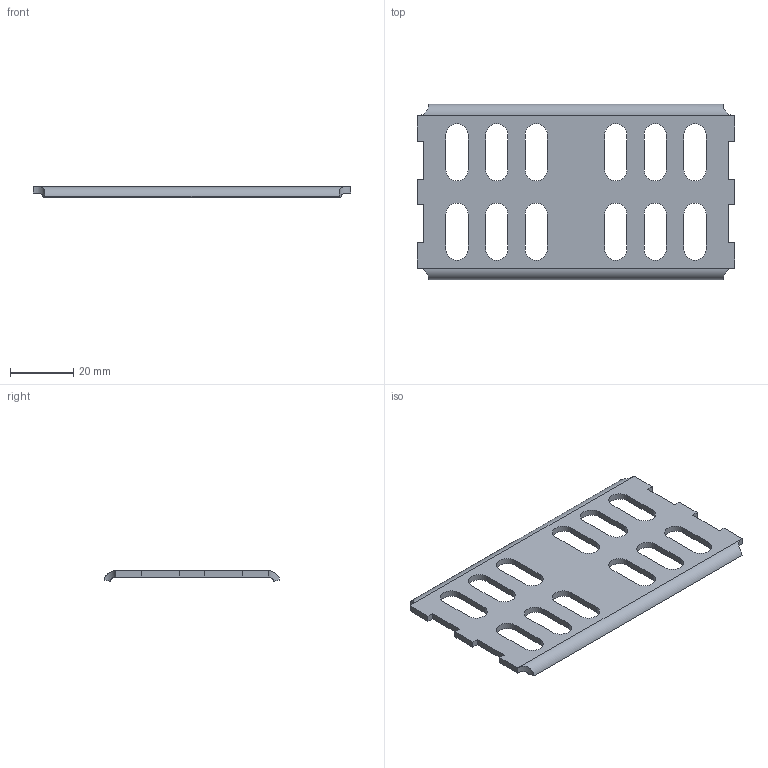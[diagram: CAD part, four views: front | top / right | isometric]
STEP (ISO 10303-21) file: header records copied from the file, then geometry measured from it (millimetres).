
FILE_DESCRIPTION (( 'STEP AP214' ), '1' );
FILE_NAME ('6067675.stp', '2024-05-02T15:45:25', ( '' ), ( '' ), 'SwSTEP 2.0', 'SolidWorks 2022', '' );
FILE_SCHEMA (( 'AUTOMOTIVE_DESIGN' ));
Length unit declared in the file: millimetre
Products named in the file (1): 6067675
Bounding box: 100 x 55.3 x 3.33 mm (x, y, z)
Volume: 8051.3 mm3; surface area: 9750 mm2
Topology: 1 solids, 1 shells, 78 faces, 228 edges, 152 vertices
Faces by surface type: plane 46, cylinder 32
Entity records: 2786 total; most frequent: CARTESIAN_POINT 603, ORIENTED_EDGE 456, DIRECTION 430, EDGE_CURVE 228, VECTOR 160, LINE 160, VERTEX_POINT 152, AXIS2_PLACEMENT_3D 135
